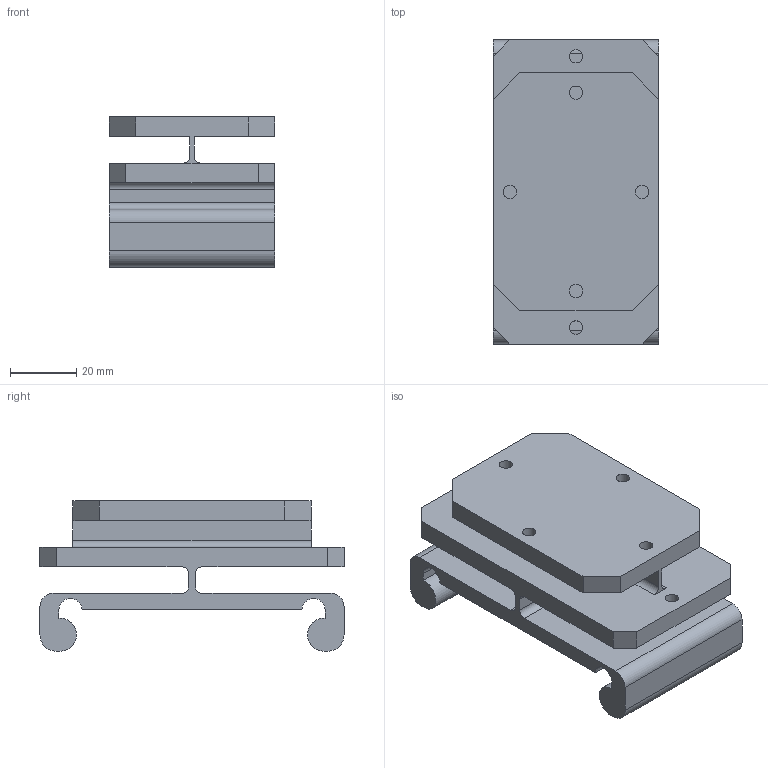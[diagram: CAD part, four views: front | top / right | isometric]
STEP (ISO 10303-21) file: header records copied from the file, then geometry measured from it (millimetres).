
FILE_DESCRIPTION(/* description */ (''),/* implementation_level */ '2;1');
FILE_NAME(/* name */ 'Rail-FlextureBaseLarge.stp',/* time_stamp */ '2023-06-07T14:51:09+02:00',/* author */ ('hello'),/* organization */ (''),/* preprocessor_version */ 'ST-DEVELOPER v19.2',/* originating_system */ 'Autodesk Inventor 2023',/* authorisation */ '');
FILE_SCHEMA (('AUTOMOTIVE_DESIGN { 1 0 10303 214 3 1 1 }'));
Length unit declared in the file: millimetre
Products named in the file (1): Rail-FlextureBaseLarge
Bounding box: 50 x 92 x 45.5 mm (x, y, z)
Volume: 81130.3 mm3; surface area: 34804.4 mm2
Topology: 1 solids, 1 shells, 57 faces, 156 edges, 104 vertices
Faces by surface type: plane 37, cylinder 20
Full cylindrical faces by diameter (mm): 4 x6
Entity records: 1869 total; most frequent: CARTESIAN_POINT 318, ORIENTED_EDGE 312, DIRECTION 312, EDGE_CURVE 156, LINE 116, VECTOR 116, VERTEX_POINT 104, AXIS2_PLACEMENT_3D 98
